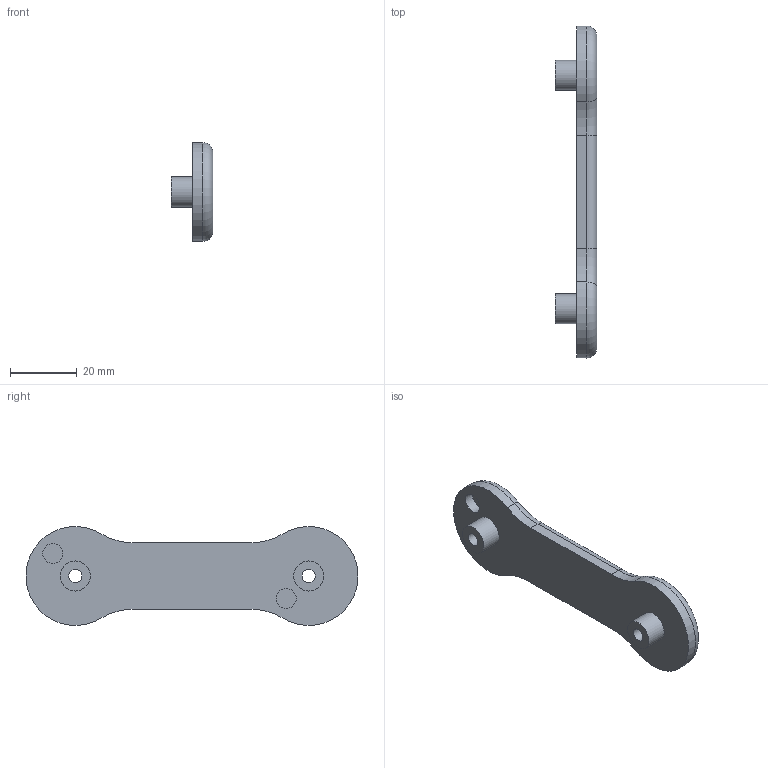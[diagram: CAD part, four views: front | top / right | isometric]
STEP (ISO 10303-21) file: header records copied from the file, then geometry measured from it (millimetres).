
FILE_DESCRIPTION(('FreeCAD Model'),'2;1');
FILE_NAME( 'S1-R-S.step', '2016-01-03T07:32:39',('Author'),(''), 'Open CASCADE STEP processor 6.8','FreeCAD','Unknown');
FILE_SCHEMA(('AUTOMOTIVE_DESIGN_CC2 { 1 2 10303 214 -1 1 5 4 }'));
Length unit declared in the file: millimetre
Products named in the file (1): S1-R
Bounding box: 12.5 x 99.57 x 29.64 mm (x, y, z)
Volume: 13185.1 mm3; surface area: 6444.9 mm2
Topology: 1 solids, 1 shells, 44 faces, 98 edges, 62 vertices
Faces by surface type: plane 22, cylinder 16, torus 6
Full cylindrical faces by diameter (mm): 4 x4, 6.02 x2, 9 x2
Entity records: 2489 total; most frequent: CARTESIAN_POINT 527, DIRECTION 348, ORIENTED_EDGE 196, PCURVE 196, DEFINITIONAL_REPRESENTATION 196, LINE 164, VECTOR 164, EDGE_CURVE 98
